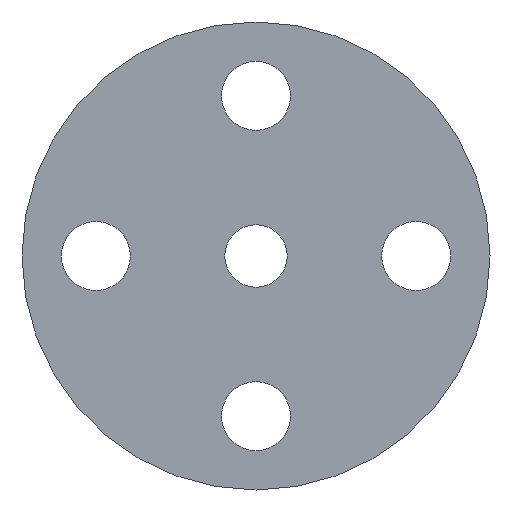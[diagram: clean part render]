
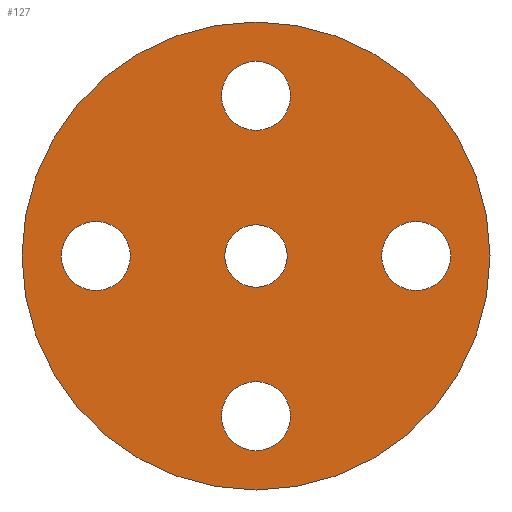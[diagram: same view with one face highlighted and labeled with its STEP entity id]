
A CAD part, front view. The second image highlights one B-rep face of the part: STEP entity #127.
In plain terms, the highlighted planar face has unit normal (0, -1, 0).
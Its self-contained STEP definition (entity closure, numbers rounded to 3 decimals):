
#2 = EDGE_LOOP ( 'NONE', ( #383, #198 ) ) ;
#4 = EDGE_LOOP ( 'NONE', ( #43, #259 ) ) ;
#9 = AXIS2_PLACEMENT_3D ( 'NONE', #402, #190, #360 ) ;
#20 = CIRCLE ( 'NONE', #9, 6.35 ) ;
#21 = FACE_BOUND ( 'NONE', #203, .T. ) ;
#22 = CARTESIAN_POINT ( 'NONE',  ( -32.5, 0., 0. ) ) ;
#26 = CARTESIAN_POINT ( 'NONE',  ( 0., 0., 47.5 ) ) ;
#27 = CARTESIAN_POINT ( 'NONE',  ( 32.5, 0., 0. ) ) ;
#28 = VERTEX_POINT ( 'NONE', #266 ) ;
#32 = DIRECTION ( 'NONE',  ( 0., 0., -1. ) ) ;
#39 = AXIS2_PLACEMENT_3D ( 'NONE', #243, #409, #208 ) ;
#43 = ORIENTED_EDGE ( 'NONE', *, *, #96, .T. ) ;
#51 = DIRECTION ( 'NONE',  ( 0., 0., -1. ) ) ;
#53 = CARTESIAN_POINT ( 'NONE',  ( 0., 0., 6.35 ) ) ;
#57 = VERTEX_POINT ( 'NONE', #387 ) ;
#61 = EDGE_LOOP ( 'NONE', ( #309, #176 ) ) ;
#69 = VERTEX_POINT ( 'NONE', #351 ) ;
#74 = DIRECTION ( 'NONE',  ( 0., -1., 0. ) ) ;
#79 = DIRECTION ( 'NONE',  ( 0., -1., 0. ) ) ;
#81 = DIRECTION ( 'NONE',  ( 0., -1., 0. ) ) ;
#96 = EDGE_CURVE ( 'NONE', #217, #469, #187, .T. ) ;
#100 = VERTEX_POINT ( 'NONE', #503 ) ;
#102 = CARTESIAN_POINT ( 'NONE',  ( -32.5, 0., 7. ) ) ;
#110 = CARTESIAN_POINT ( 'NONE',  ( 0., 0., 0. ) ) ;
#112 = DIRECTION ( 'NONE',  ( 0., -1., 0. ) ) ;
#122 = CIRCLE ( 'NONE', #193, 7. ) ;
#127 = ADVANCED_FACE ( 'NONE', ( #141, #275, #21, #514, #476, #436 ), #511, .T. ) ;
#128 = CARTESIAN_POINT ( 'NONE',  ( 0., 0., 32.5 ) ) ;
#141 = FACE_BOUND ( 'NONE', #453, .T. ) ;
#146 = CIRCLE ( 'NONE', #255, 7. ) ;
#150 = CARTESIAN_POINT ( 'NONE',  ( 0., 0., 47.5 ) ) ;
#151 = EDGE_CURVE ( 'NONE', #209, #450, #122, .T. ) ;
#157 = VERTEX_POINT ( 'NONE', #102 ) ;
#166 = CIRCLE ( 'NONE', #467, 7. ) ;
#168 = CARTESIAN_POINT ( 'NONE',  ( 0., 0., -6.35 ) ) ;
#169 = EDGE_CURVE ( 'NONE', #469, #217, #20, .T. ) ;
#176 = ORIENTED_EDGE ( 'NONE', *, *, #457, .F. ) ;
#180 = CARTESIAN_POINT ( 'NONE',  ( 0., 0., 0. ) ) ;
#181 = AXIS2_PLACEMENT_3D ( 'NONE', #447, #81, #32 ) ;
#185 = EDGE_CURVE ( 'NONE', #157, #57, #166, .T. ) ;
#187 = CIRCLE ( 'NONE', #397, 6.35 ) ;
#188 = DIRECTION ( 'NONE',  ( 0., -1., 0. ) ) ;
#190 = DIRECTION ( 'NONE',  ( 0., 1., 0. ) ) ;
#191 = CARTESIAN_POINT ( 'NONE',  ( 0., 0., -32.5 ) ) ;
#193 = AXIS2_PLACEMENT_3D ( 'NONE', #191, #361, #356 ) ;
#194 = EDGE_CURVE ( 'NONE', #57, #157, #466, .T. ) ;
#195 = DIRECTION ( 'NONE',  ( 0., 0., -1. ) ) ;
#198 = ORIENTED_EDGE ( 'NONE', *, *, #350, .F. ) ;
#201 = DIRECTION ( 'NONE',  ( 0., 0., -1. ) ) ;
#203 = EDGE_LOOP ( 'NONE', ( #417, #337 ) ) ;
#208 = DIRECTION ( 'NONE',  ( 0., 0., -1. ) ) ;
#209 = VERTEX_POINT ( 'NONE', #520 ) ;
#217 = VERTEX_POINT ( 'NONE', #53 ) ;
#221 = AXIS2_PLACEMENT_3D ( 'NONE', #274, #440, #195 ) ;
#229 = DIRECTION ( 'NONE',  ( 0., -1., 0. ) ) ;
#243 = CARTESIAN_POINT ( 'NONE',  ( 32.5, 0., 0. ) ) ;
#252 = EDGE_LOOP ( 'NONE', ( #289, #379 ) ) ;
#255 = AXIS2_PLACEMENT_3D ( 'NONE', #451, #74, #376 ) ;
#256 = CIRCLE ( 'NONE', #505, 47.5 ) ;
#259 = ORIENTED_EDGE ( 'NONE', *, *, #169, .T. ) ;
#266 = CARTESIAN_POINT ( 'NONE',  ( 0., 0., -47.5 ) ) ;
#274 = CARTESIAN_POINT ( 'NONE',  ( -32.5, 0., 0. ) ) ;
#275 = FACE_BOUND ( 'NONE', #61, .T. ) ;
#280 = DIRECTION ( 'NONE',  ( 0., 1., 0. ) ) ;
#289 = ORIENTED_EDGE ( 'NONE', *, *, #437, .F. ) ;
#298 = DIRECTION ( 'NONE',  ( 0., 0., 1. ) ) ;
#302 = AXIS2_PLACEMENT_3D ( 'NONE', #150, #188, #439 ) ;
#309 = ORIENTED_EDGE ( 'NONE', *, *, #495, .F. ) ;
#321 = AXIS2_PLACEMENT_3D ( 'NONE', #497, #482, #298 ) ;
#327 = VERTEX_POINT ( 'NONE', #529 ) ;
#336 = DIRECTION ( 'NONE',  ( 0., 0., 1. ) ) ;
#337 = ORIENTED_EDGE ( 'NONE', *, *, #185, .F. ) ;
#348 = DIRECTION ( 'NONE',  ( 0., 0., 1. ) ) ;
#350 = EDGE_CURVE ( 'NONE', #28, #539, #256, .T. ) ;
#351 = CARTESIAN_POINT ( 'NONE',  ( 32.5, 0., -7. ) ) ;
#356 = DIRECTION ( 'NONE',  ( 0., 0., -1. ) ) ;
#360 = DIRECTION ( 'NONE',  ( 0., 0., 1. ) ) ;
#361 = DIRECTION ( 'NONE',  ( 0., -1., 0. ) ) ;
#362 = EDGE_CURVE ( 'NONE', #69, #463, #479, .T. ) ;
#366 = DIRECTION ( 'NONE',  ( 0., 0., -1. ) ) ;
#372 = CARTESIAN_POINT ( 'NONE',  ( 0., 0., -39.5 ) ) ;
#376 = DIRECTION ( 'NONE',  ( 0., 0., -1. ) ) ;
#379 = ORIENTED_EDGE ( 'NONE', *, *, #151, .F. ) ;
#381 = CARTESIAN_POINT ( 'NONE',  ( 32.5, 0., 7. ) ) ;
#382 = EDGE_CURVE ( 'NONE', #463, #69, #512, .T. ) ;
#383 = ORIENTED_EDGE ( 'NONE', *, *, #506, .F. ) ;
#387 = CARTESIAN_POINT ( 'NONE',  ( -32.5, 0., -7. ) ) ;
#395 = CIRCLE ( 'NONE', #321, 47.5 ) ;
#397 = AXIS2_PLACEMENT_3D ( 'NONE', #180, #507, #348 ) ;
#402 = CARTESIAN_POINT ( 'NONE',  ( 0., 0., 0. ) ) ;
#405 = ORIENTED_EDGE ( 'NONE', *, *, #382, .F. ) ;
#409 = DIRECTION ( 'NONE',  ( 0., -1., 0. ) ) ;
#417 = ORIENTED_EDGE ( 'NONE', *, *, #194, .F. ) ;
#419 = AXIS2_PLACEMENT_3D ( 'NONE', #128, #112, #366 ) ;
#427 = CIRCLE ( 'NONE', #419, 7. ) ;
#436 = FACE_OUTER_BOUND ( 'NONE', #2, .T. ) ;
#437 = EDGE_CURVE ( 'NONE', #450, #209, #146, .T. ) ;
#439 = DIRECTION ( 'NONE',  ( 0., 0., -1. ) ) ;
#440 = DIRECTION ( 'NONE',  ( 0., -1., 0. ) ) ;
#447 = CARTESIAN_POINT ( 'NONE',  ( 0., 0., 32.5 ) ) ;
#450 = VERTEX_POINT ( 'NONE', #372 ) ;
#451 = CARTESIAN_POINT ( 'NONE',  ( 0., 0., -32.5 ) ) ;
#453 = EDGE_LOOP ( 'NONE', ( #461, #405 ) ) ;
#457 = EDGE_CURVE ( 'NONE', #100, #327, #427, .T. ) ;
#459 = AXIS2_PLACEMENT_3D ( 'NONE', #27, #79, #201 ) ;
#461 = ORIENTED_EDGE ( 'NONE', *, *, #362, .F. ) ;
#463 = VERTEX_POINT ( 'NONE', #381 ) ;
#466 = CIRCLE ( 'NONE', #221, 7. ) ;
#467 = AXIS2_PLACEMENT_3D ( 'NONE', #22, #229, #51 ) ;
#469 = VERTEX_POINT ( 'NONE', #168 ) ;
#476 = FACE_BOUND ( 'NONE', #4, .T. ) ;
#479 = CIRCLE ( 'NONE', #39, 7. ) ;
#482 = DIRECTION ( 'NONE',  ( 0., 1., 0. ) ) ;
#495 = EDGE_CURVE ( 'NONE', #327, #100, #532, .T. ) ;
#497 = CARTESIAN_POINT ( 'NONE',  ( 0., 0., 0. ) ) ;
#503 = CARTESIAN_POINT ( 'NONE',  ( 0., 0., 39.5 ) ) ;
#505 = AXIS2_PLACEMENT_3D ( 'NONE', #110, #280, #336 ) ;
#506 = EDGE_CURVE ( 'NONE', #539, #28, #395, .T. ) ;
#507 = DIRECTION ( 'NONE',  ( 0., 1., 0. ) ) ;
#511 = PLANE ( 'NONE',  #302 ) ;
#512 = CIRCLE ( 'NONE', #459, 7. ) ;
#514 = FACE_BOUND ( 'NONE', #252, .T. ) ;
#520 = CARTESIAN_POINT ( 'NONE',  ( 0., 0., -25.5 ) ) ;
#529 = CARTESIAN_POINT ( 'NONE',  ( 0., 0., 25.5 ) ) ;
#532 = CIRCLE ( 'NONE', #181, 7. ) ;
#539 = VERTEX_POINT ( 'NONE', #26 ) ;
